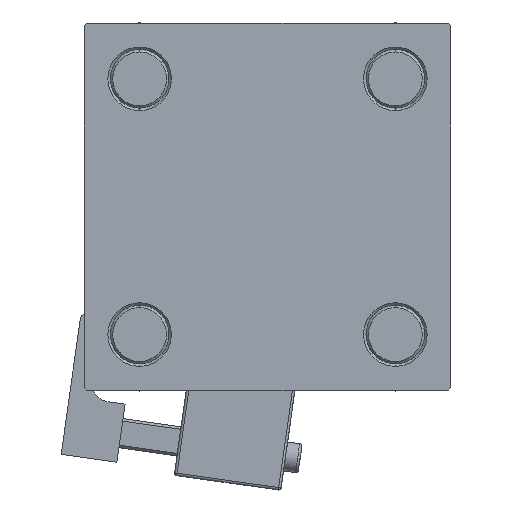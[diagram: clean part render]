
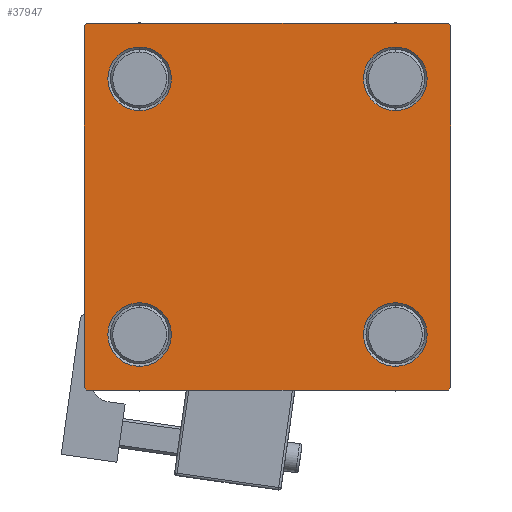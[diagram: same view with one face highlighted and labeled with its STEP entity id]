
A CAD part, left-side view. The second image highlights one B-rep face of the part: STEP entity #37947.
In plain terms, the highlighted planar face has unit normal (-1, 0, 0).
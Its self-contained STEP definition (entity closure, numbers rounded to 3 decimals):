
#32 = DIRECTION ( 'NONE',  ( 0., -1., 0. ) ) ;
#196 = CARTESIAN_POINT ( 'NONE',  ( 0., 26.15, 19.65 ) ) ;
#258 = DIRECTION ( 'NONE',  ( 0., 0., 1. ) ) ;
#1183 = AXIS2_PLACEMENT_3D ( 'NONE', #8486, #35786, #51802 ) ;
#1268 = CARTESIAN_POINT ( 'NONE',  ( 0., -37.5, 37. ) ) ;
#1883 = ORIENTED_EDGE ( 'NONE', *, *, #33667, .F. ) ;
#2010 = LINE ( 'NONE', #18274, #29236 ) ;
#2488 = CIRCLE ( 'NONE', #37650, 6.5 ) ;
#2922 = CARTESIAN_POINT ( 'NONE',  ( 0., -26.15, -19.65 ) ) ;
#3257 = ORIENTED_EDGE ( 'NONE', *, *, #45132, .T. ) ;
#3374 = CARTESIAN_POINT ( 'NONE',  ( 0., 26.15, 26.15 ) ) ;
#3375 = LINE ( 'NONE', #47458, #39628 ) ;
#3679 = AXIS2_PLACEMENT_3D ( 'NONE', #7510, #35321, #23504 ) ;
#3847 = ORIENTED_EDGE ( 'NONE', *, *, #17874, .T. ) ;
#3979 = EDGE_CURVE ( 'NONE', #31445, #35879, #35731, .T. ) ;
#4451 = CARTESIAN_POINT ( 'NONE',  ( 0., 26.15, -26.15 ) ) ;
#4480 = CARTESIAN_POINT ( 'NONE',  ( 0., -37.25, -37.25 ) ) ;
#4954 = CARTESIAN_POINT ( 'NONE',  ( 0., 37.5, 37. ) ) ;
#5594 = VERTEX_POINT ( 'NONE', #4954 ) ;
#6562 = CARTESIAN_POINT ( 'NONE',  ( 0., 37.25, -37.25 ) ) ;
#7510 = CARTESIAN_POINT ( 'NONE',  ( 0., -26.15, 26.15 ) ) ;
#8143 = DIRECTION ( 'NONE',  ( 1., 0., 0. ) ) ;
#8258 = VECTOR ( 'NONE', #38969, 1000. ) ;
#8420 = ORIENTED_EDGE ( 'NONE', *, *, #40292, .T. ) ;
#8486 = CARTESIAN_POINT ( 'NONE',  ( 0., -26.15, -26.15 ) ) ;
#9180 = DIRECTION ( 'NONE',  ( 0., 0.707, -0.707 ) ) ;
#9327 = EDGE_CURVE ( 'NONE', #46860, #30126, #11489, .T. ) ;
#9394 = ORIENTED_EDGE ( 'NONE', *, *, #28855, .T. ) ;
#10748 = VERTEX_POINT ( 'NONE', #33917 ) ;
#10994 = DIRECTION ( 'NONE',  ( 0., 0., -1. ) ) ;
#11489 = CIRCLE ( 'NONE', #47520, 6.5 ) ;
#11505 = DIRECTION ( 'NONE',  ( 1., 0., 0. ) ) ;
#12009 = CARTESIAN_POINT ( 'NONE',  ( 0., -37., -37.5 ) ) ;
#12478 = ORIENTED_EDGE ( 'NONE', *, *, #13939, .T. ) ;
#12956 = CIRCLE ( 'NONE', #1183, 6.5 ) ;
#13163 = EDGE_CURVE ( 'NONE', #33211, #46194, #18346, .T. ) ;
#13552 = EDGE_CURVE ( 'NONE', #15195, #50182, #2010, .T. ) ;
#13859 = EDGE_LOOP ( 'NONE', ( #3257, #18097 ) ) ;
#13869 = ORIENTED_EDGE ( 'NONE', *, *, #47574, .T. ) ;
#13939 = EDGE_CURVE ( 'NONE', #15195, #5594, #17823, .T. ) ;
#14002 = ORIENTED_EDGE ( 'NONE', *, *, #46507, .T. ) ;
#14305 = VERTEX_POINT ( 'NONE', #32800 ) ;
#15195 = VERTEX_POINT ( 'NONE', #15977 ) ;
#15314 = EDGE_LOOP ( 'NONE', ( #33535, #14002 ) ) ;
#15549 = CARTESIAN_POINT ( 'NONE',  ( 0., 26.15, 26.15 ) ) ;
#15977 = CARTESIAN_POINT ( 'NONE',  ( 0., 37., 37.5 ) ) ;
#17060 = DIRECTION ( 'NONE',  ( -1., 0., 0. ) ) ;
#17293 = DIRECTION ( 'NONE',  ( 1., 0., 0. ) ) ;
#17361 = CARTESIAN_POINT ( 'NONE',  ( 0., 26.15, -32.65 ) ) ;
#17476 = DIRECTION ( 'NONE',  ( 1., 0., 0. ) ) ;
#17823 = LINE ( 'NONE', #33835, #49404 ) ;
#17874 = EDGE_CURVE ( 'NONE', #35879, #20285, #20740, .T. ) ;
#18097 = ORIENTED_EDGE ( 'NONE', *, *, #9327, .T. ) ;
#18274 = CARTESIAN_POINT ( 'NONE',  ( 0., 37.5, 37.5 ) ) ;
#18346 = CIRCLE ( 'NONE', #30078, 6.5 ) ;
#18870 = DIRECTION ( 'NONE',  ( 0., -0.707, -0.707 ) ) ;
#18975 = DIRECTION ( 'NONE',  ( 1., 0., 0. ) ) ;
#19364 = DIRECTION ( 'NONE',  ( 1., 0., 0. ) ) ;
#19450 = CARTESIAN_POINT ( 'NONE',  ( 0., 37.5, -37.5 ) ) ;
#19576 = EDGE_LOOP ( 'NONE', ( #8420, #43798 ) ) ;
#20126 = LINE ( 'NONE', #40335, #33994 ) ;
#20285 = VERTEX_POINT ( 'NONE', #47065 ) ;
#20457 = DIRECTION ( 'NONE',  ( 0., 0., 1. ) ) ;
#20740 = LINE ( 'NONE', #4480, #37774 ) ;
#20998 = FACE_BOUND ( 'NONE', #37250, .T. ) ;
#21082 = CARTESIAN_POINT ( 'NONE',  ( 0., -37., 37.5 ) ) ;
#21515 = VERTEX_POINT ( 'NONE', #2922 ) ;
#22477 = AXIS2_PLACEMENT_3D ( 'NONE', #47459, #11505, #24086 ) ;
#22503 = CARTESIAN_POINT ( 'NONE',  ( 0., 26.15, 32.65 ) ) ;
#22603 = ORIENTED_EDGE ( 'NONE', *, *, #33745, .T. ) ;
#22916 = CIRCLE ( 'NONE', #3679, 6.5 ) ;
#23504 = DIRECTION ( 'NONE',  ( 0., 0., 1. ) ) ;
#24086 = DIRECTION ( 'NONE',  ( 0., 0., 1. ) ) ;
#24174 = PLANE ( 'NONE',  #42546 ) ;
#25043 = AXIS2_PLACEMENT_3D ( 'NONE', #15549, #18975, #35489 ) ;
#25085 = CARTESIAN_POINT ( 'NONE',  ( 0., -26.15, 26.15 ) ) ;
#25981 = LINE ( 'NONE', #6562, #48999 ) ;
#26915 = DIRECTION ( 'NONE',  ( 0., -1., 0. ) ) ;
#27318 = VECTOR ( 'NONE', #32, 1000. ) ;
#27504 = CIRCLE ( 'NONE', #22477, 6.5 ) ;
#28798 = VERTEX_POINT ( 'NONE', #35577 ) ;
#28841 = CARTESIAN_POINT ( 'NONE',  ( 0., 26.15, -26.15 ) ) ;
#28855 = EDGE_CURVE ( 'NONE', #46447, #14305, #22916, .T. ) ;
#29236 = VECTOR ( 'NONE', #26915, 1000. ) ;
#30078 = AXIS2_PLACEMENT_3D ( 'NONE', #4451, #8143, #20457 ) ;
#30126 = VERTEX_POINT ( 'NONE', #22503 ) ;
#30849 = VERTEX_POINT ( 'NONE', #1268 ) ;
#30949 = CIRCLE ( 'NONE', #25043, 6.5 ) ;
#31372 = EDGE_CURVE ( 'NONE', #10748, #31445, #25981, .T. ) ;
#31445 = VERTEX_POINT ( 'NONE', #38569 ) ;
#32567 = FACE_OUTER_BOUND ( 'NONE', #51120, .T. ) ;
#32800 = CARTESIAN_POINT ( 'NONE',  ( 0., -26.15, 19.65 ) ) ;
#33211 = VERTEX_POINT ( 'NONE', #42852 ) ;
#33535 = ORIENTED_EDGE ( 'NONE', *, *, #13163, .T. ) ;
#33667 = EDGE_CURVE ( 'NONE', #30849, #20285, #20126, .T. ) ;
#33745 = EDGE_CURVE ( 'NONE', #14305, #46447, #37316, .T. ) ;
#33835 = CARTESIAN_POINT ( 'NONE',  ( 0., 37.25, 37.25 ) ) ;
#33917 = CARTESIAN_POINT ( 'NONE',  ( 0., 37.5, -37. ) ) ;
#33994 = VECTOR ( 'NONE', #43758, 1000. ) ;
#35321 = DIRECTION ( 'NONE',  ( 1., 0., 0. ) ) ;
#35489 = DIRECTION ( 'NONE',  ( 0., 0., 1. ) ) ;
#35577 = CARTESIAN_POINT ( 'NONE',  ( 0., -26.15, -32.65 ) ) ;
#35731 = LINE ( 'NONE', #19450, #27318 ) ;
#35786 = DIRECTION ( 'NONE',  ( 1., 0., 0. ) ) ;
#35879 = VERTEX_POINT ( 'NONE', #12009 ) ;
#36503 = DIRECTION ( 'NONE',  ( 0., -0.707, 0.707 ) ) ;
#37012 = FACE_BOUND ( 'NONE', #19576, .T. ) ;
#37250 = EDGE_LOOP ( 'NONE', ( #9394, #22603 ) ) ;
#37316 = CIRCLE ( 'NONE', #44045, 6.5 ) ;
#37650 = AXIS2_PLACEMENT_3D ( 'NONE', #28841, #17293, #258 ) ;
#37688 = DIRECTION ( 'NONE',  ( 0., 0., 1. ) ) ;
#37774 = VECTOR ( 'NONE', #36503, 1000. ) ;
#37947 = ADVANCED_FACE ( 'NONE', ( #20998, #37012, #48061, #48326, #32567 ), #24174, .T. ) ;
#38569 = CARTESIAN_POINT ( 'NONE',  ( 0., 37., -37.5 ) ) ;
#38969 = DIRECTION ( 'NONE',  ( 0., 0.707, 0.707 ) ) ;
#39628 = VECTOR ( 'NONE', #10994, 1000. ) ;
#40165 = CARTESIAN_POINT ( 'NONE',  ( 0., -26.15, 32.65 ) ) ;
#40192 = DIRECTION ( 'NONE',  ( 0., 0., 1. ) ) ;
#40292 = EDGE_CURVE ( 'NONE', #21515, #28798, #27504, .T. ) ;
#40335 = CARTESIAN_POINT ( 'NONE',  ( 0., -37.5, 37.5 ) ) ;
#40357 = DIRECTION ( 'NONE',  ( 0., 0., 1. ) ) ;
#41125 = ORIENTED_EDGE ( 'NONE', *, *, #13552, .F. ) ;
#42546 = AXIS2_PLACEMENT_3D ( 'NONE', #45165, #17060, #40192 ) ;
#42852 = CARTESIAN_POINT ( 'NONE',  ( 0., 26.15, -19.65 ) ) ;
#42854 = ORIENTED_EDGE ( 'NONE', *, *, #3979, .T. ) ;
#43482 = ORIENTED_EDGE ( 'NONE', *, *, #44320, .T. ) ;
#43758 = DIRECTION ( 'NONE',  ( 0., 0., -1. ) ) ;
#43798 = ORIENTED_EDGE ( 'NONE', *, *, #50858, .T. ) ;
#44045 = AXIS2_PLACEMENT_3D ( 'NONE', #25085, #17476, #37688 ) ;
#44320 = EDGE_CURVE ( 'NONE', #30849, #50182, #47108, .T. ) ;
#45132 = EDGE_CURVE ( 'NONE', #30126, #46860, #30949, .T. ) ;
#45165 = CARTESIAN_POINT ( 'NONE',  ( 0., 0., 0. ) ) ;
#46194 = VERTEX_POINT ( 'NONE', #17361 ) ;
#46342 = CARTESIAN_POINT ( 'NONE',  ( 0., -37.25, 37.25 ) ) ;
#46447 = VERTEX_POINT ( 'NONE', #40165 ) ;
#46507 = EDGE_CURVE ( 'NONE', #46194, #33211, #2488, .T. ) ;
#46860 = VERTEX_POINT ( 'NONE', #196 ) ;
#47065 = CARTESIAN_POINT ( 'NONE',  ( 0., -37.5, -37. ) ) ;
#47108 = LINE ( 'NONE', #46342, #8258 ) ;
#47458 = CARTESIAN_POINT ( 'NONE',  ( 0., 37.5, 37.5 ) ) ;
#47459 = CARTESIAN_POINT ( 'NONE',  ( 0., -26.15, -26.15 ) ) ;
#47520 = AXIS2_PLACEMENT_3D ( 'NONE', #3374, #19364, #40357 ) ;
#47574 = EDGE_CURVE ( 'NONE', #5594, #10748, #3375, .T. ) ;
#48061 = FACE_BOUND ( 'NONE', #15314, .T. ) ;
#48300 = ORIENTED_EDGE ( 'NONE', *, *, #31372, .T. ) ;
#48326 = FACE_BOUND ( 'NONE', #13859, .T. ) ;
#48999 = VECTOR ( 'NONE', #18870, 1000. ) ;
#49404 = VECTOR ( 'NONE', #9180, 1000. ) ;
#50182 = VERTEX_POINT ( 'NONE', #21082 ) ;
#50858 = EDGE_CURVE ( 'NONE', #28798, #21515, #12956, .T. ) ;
#51120 = EDGE_LOOP ( 'NONE', ( #13869, #48300, #42854, #3847, #1883, #43482, #41125, #12478 ) ) ;
#51802 = DIRECTION ( 'NONE',  ( 0., 0., 1. ) ) ;
